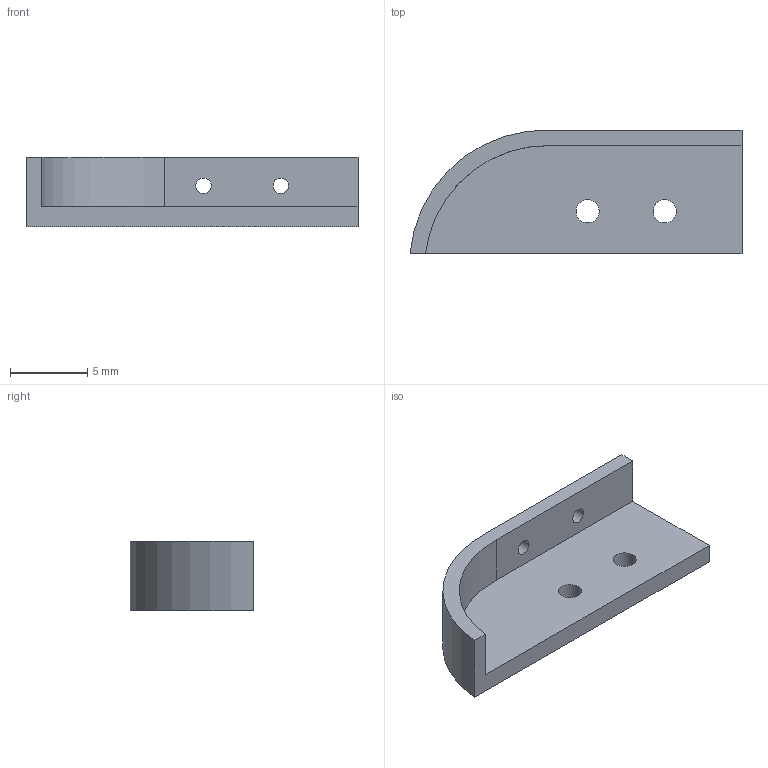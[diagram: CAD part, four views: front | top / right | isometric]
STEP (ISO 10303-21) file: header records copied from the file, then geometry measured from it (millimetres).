
FILE_DESCRIPTION((''),'2;1');
FILE_NAME('pieza_antena_recta_v3_izq.stp','2013-07-02T08:23:37',('IC-Lab'),(''),'Autodesk Inventor 2010','Autodesk Inventor 2010','');
FILE_SCHEMA(('AUTOMOTIVE_DESIGN { 1 0 10303 214 1 1 1 1 }'));
Length unit declared in the file: millimetre
Products named in the file (1): pieza_antena_recta_v3_izq
Bounding box: 21.5 x 8 x 4.5 mm (x, y, z)
Volume: 277.7 mm3; surface area: 557.9 mm2
Topology: 1 solids, 1 shells, 13 faces, 33 edges, 22 vertices
Faces by surface type: plane 7, cylinder 6
Full cylindrical faces by diameter (mm): 1 x2, 1.5 x2
Entity records: 431 total; most frequent: DIRECTION 69, CARTESIAN_POINT 65, ORIENTED_EDGE 58, EDGE_CURVE 29, AXIS2_PLACEMENT_3D 26, EDGE_LOOP 25, VERTEX_POINT 22, VECTOR 17
